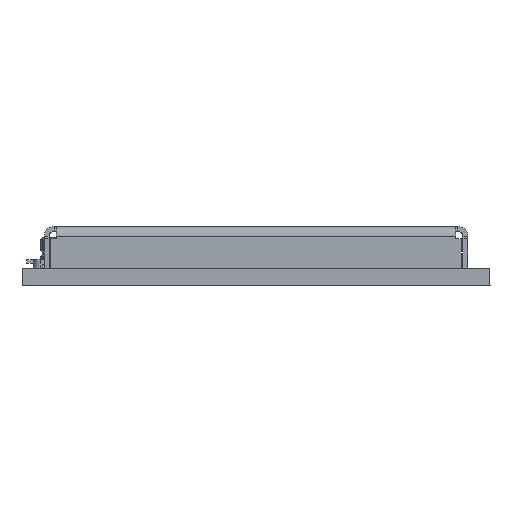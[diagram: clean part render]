
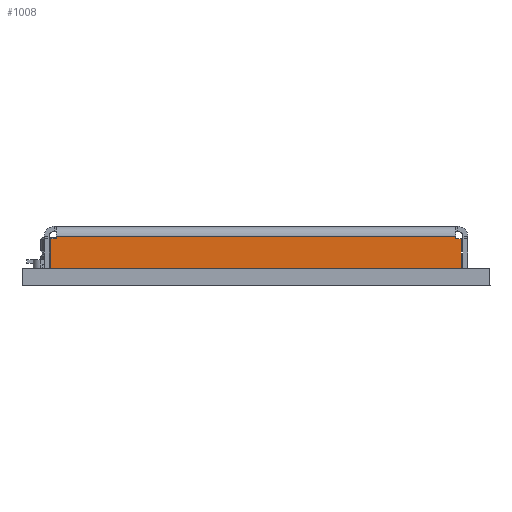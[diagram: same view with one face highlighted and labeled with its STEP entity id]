
A CAD part, left-side view. The second image highlights one B-rep face of the part: STEP entity #1008.
In plain terms, the highlighted planar face has unit normal (-1, 0, 0).
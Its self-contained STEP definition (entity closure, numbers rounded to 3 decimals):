
#206 = VECTOR ( 'NONE', #3128, 1000. ) ;
#328 = DIRECTION ( 'NONE',  ( 0., -1., 0. ) ) ;
#383 = CARTESIAN_POINT ( 'NONE',  ( 0., 16.929, 2.85 ) ) ;
#1008 = ADVANCED_FACE ( 'NONE', ( #10047 ), #14862, .F. ) ;
#1210 = ORIENTED_EDGE ( 'NONE', *, *, #15035, .T. ) ;
#1830 = VERTEX_POINT ( 'NONE', #4164 ) ;
#1954 = LINE ( 'NONE', #383, #10213 ) ;
#2031 = LINE ( 'NONE', #9513, #206 ) ;
#2445 = EDGE_CURVE ( 'NONE', #8379, #16935, #2031, .T. ) ;
#2485 = VECTOR ( 'NONE', #12410, 1000. ) ;
#2845 = EDGE_CURVE ( 'NONE', #14997, #16935, #7764, .T. ) ;
#3128 = DIRECTION ( 'NONE',  ( 0., -1., 0. ) ) ;
#3200 = CARTESIAN_POINT ( 'NONE',  ( 0., 0., 1.7 ) ) ;
#3282 = VECTOR ( 'NONE', #7254, 1000. ) ;
#3283 = EDGE_CURVE ( 'NONE', #9024, #4715, #8032, .T. ) ;
#3375 = LINE ( 'NONE', #16452, #17104 ) ;
#4087 = VECTOR ( 'NONE', #13516, 1000. ) ;
#4164 = CARTESIAN_POINT ( 'NONE',  ( 0., 16.929, 1.7 ) ) ;
#4424 = CARTESIAN_POINT ( 'NONE',  ( 0., 0.271, 2.85 ) ) ;
#4715 = VERTEX_POINT ( 'NONE', #10576 ) ;
#4761 = CARTESIAN_POINT ( 'NONE',  ( 0., 16.7, 0.4 ) ) ;
#4780 = EDGE_CURVE ( 'NONE', #1830, #14997, #16656, .T. ) ;
#5618 = CARTESIAN_POINT ( 'NONE',  ( 0., 0.5, 0.5 ) ) ;
#5908 = ORIENTED_EDGE ( 'NONE', *, *, #3283, .T. ) ;
#6010 = DIRECTION ( 'NONE',  ( 1., 0., 0. ) ) ;
#6145 = ORIENTED_EDGE ( 'NONE', *, *, #2445, .T. ) ;
#6431 = VECTOR ( 'NONE', #11998, 1000. ) ;
#6442 = EDGE_CURVE ( 'NONE', #1830, #9024, #1954, .T. ) ;
#6697 = CARTESIAN_POINT ( 'NONE',  ( 0., 16.7, 1.7 ) ) ;
#7005 = EDGE_LOOP ( 'NONE', ( #11420, #1210, #10367, #6145, #14797, #12141, #11629, #5908 ) ) ;
#7254 = DIRECTION ( 'NONE',  ( 0., 0., -1. ) ) ;
#7764 = LINE ( 'NONE', #4424, #6431 ) ;
#8032 = LINE ( 'NONE', #18614, #8956 ) ;
#8379 = VERTEX_POINT ( 'NONE', #5618 ) ;
#8956 = VECTOR ( 'NONE', #15413, 1000. ) ;
#8995 = EDGE_CURVE ( 'NONE', #17356, #4715, #9752, .T. ) ;
#9024 = VERTEX_POINT ( 'NONE', #12513 ) ;
#9513 = CARTESIAN_POINT ( 'NONE',  ( 0., 0., 0.5 ) ) ;
#9752 = LINE ( 'NONE', #6697, #2485 ) ;
#10047 = FACE_OUTER_BOUND ( 'NONE', #7005, .T. ) ;
#10213 = VECTOR ( 'NONE', #16698, 1000. ) ;
#10367 = ORIENTED_EDGE ( 'NONE', *, *, #15854, .F. ) ;
#10537 = CARTESIAN_POINT ( 'NONE',  ( 0., 0.5, 0.4 ) ) ;
#10576 = CARTESIAN_POINT ( 'NONE',  ( 0., 16.7, 0.5 ) ) ;
#11420 = ORIENTED_EDGE ( 'NONE', *, *, #8995, .F. ) ;
#11629 = ORIENTED_EDGE ( 'NONE', *, *, #6442, .T. ) ;
#11715 = CARTESIAN_POINT ( 'NONE',  ( 0., 0., 1.7 ) ) ;
#11998 = DIRECTION ( 'NONE',  ( 0., 0., -1. ) ) ;
#12141 = ORIENTED_EDGE ( 'NONE', *, *, #4780, .F. ) ;
#12410 = DIRECTION ( 'NONE',  ( 0., 0., 1. ) ) ;
#12513 = CARTESIAN_POINT ( 'NONE',  ( 0., 16.929, 0.5 ) ) ;
#13264 = AXIS2_PLACEMENT_3D ( 'NONE', #11715, #6010, #16047 ) ;
#13309 = CARTESIAN_POINT ( 'NONE',  ( 0., 0.271, 1.7 ) ) ;
#13516 = DIRECTION ( 'NONE',  ( 0., -1., 0. ) ) ;
#14797 = ORIENTED_EDGE ( 'NONE', *, *, #2845, .F. ) ;
#14862 = PLANE ( 'NONE',  #13264 ) ;
#14997 = VERTEX_POINT ( 'NONE', #13309 ) ;
#15035 = EDGE_CURVE ( 'NONE', #17356, #18117, #3375, .T. ) ;
#15413 = DIRECTION ( 'NONE',  ( 0., -1., 0. ) ) ;
#15854 = EDGE_CURVE ( 'NONE', #8379, #18117, #17364, .T. ) ;
#16009 = CARTESIAN_POINT ( 'NONE',  ( 0., 0.271, 0.5 ) ) ;
#16047 = DIRECTION ( 'NONE',  ( 0., 0., -1. ) ) ;
#16205 = CARTESIAN_POINT ( 'NONE',  ( 0., 0.5, 1.7 ) ) ;
#16452 = CARTESIAN_POINT ( 'NONE',  ( 0., 16.7, 0.4 ) ) ;
#16656 = LINE ( 'NONE', #3200, #4087 ) ;
#16698 = DIRECTION ( 'NONE',  ( 0., 0., -1. ) ) ;
#16935 = VERTEX_POINT ( 'NONE', #16009 ) ;
#17104 = VECTOR ( 'NONE', #328, 1000. ) ;
#17356 = VERTEX_POINT ( 'NONE', #4761 ) ;
#17364 = LINE ( 'NONE', #16205, #3282 ) ;
#18117 = VERTEX_POINT ( 'NONE', #10537 ) ;
#18614 = CARTESIAN_POINT ( 'NONE',  ( 0., 0., 0.5 ) ) ;
